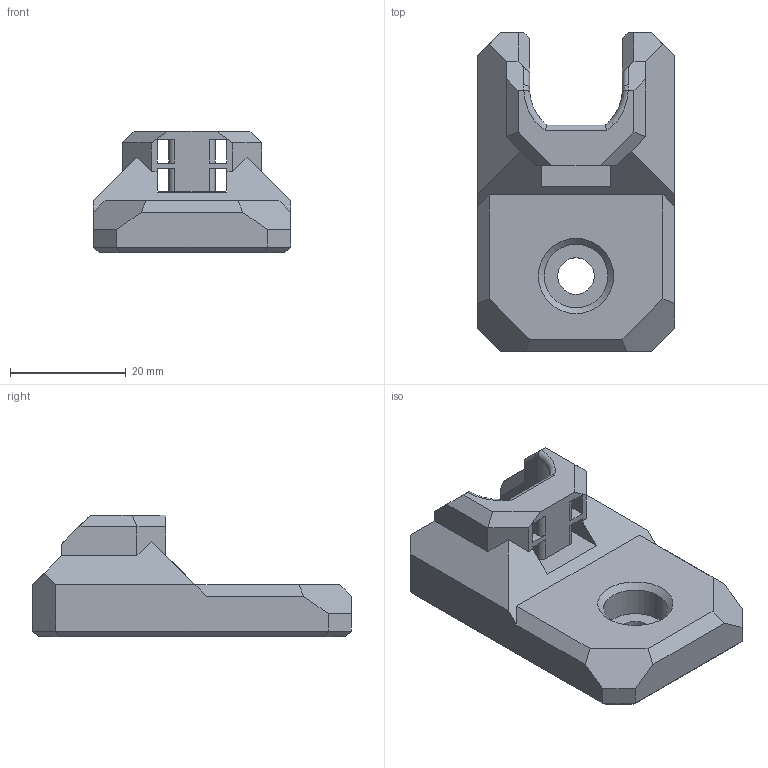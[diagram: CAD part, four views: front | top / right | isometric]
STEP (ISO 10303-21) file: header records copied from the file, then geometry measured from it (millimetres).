
FILE_DESCRIPTION(/* description */ (''),/* implementation_level */ '2;1');
FILE_NAME(/* name */ 'electronics_wire_guide_rear.step',/* time_stamp */ '2022-06-24T17:28:52+01:00',/* author */ (''),/* organization */ (''),/* preprocessor_version */ 'ST-DEVELOPER v19',/* originating_system */ 'Autodesk Translation Framework v11.7.0.108',/* authorisation */ '');
FILE_SCHEMA (('AUTOMOTIVE_DESIGN { 1 0 10303 214 3 1 1 }'));
Length unit declared in the file: millimetre
Products named in the file (1): electronics_wire_guide_rear
Bounding box: 34 x 55 x 21 mm (x, y, z)
Volume: 16759.4 mm3; surface area: 6068.8 mm2
Topology: 1 solids, 1 shells, 93 faces, 258 edges, 162 vertices
Faces by surface type: plane 74, cylinder 11, cone 4, bspline 2, torus 2
Full cylindrical faces by diameter (mm): 6.3 x1, 11 x1
Entity records: 3101 total; most frequent: CARTESIAN_POINT 674, ORIENTED_EDGE 516, DIRECTION 472, EDGE_CURVE 258, LINE 212, VECTOR 212, VERTEX_POINT 162, AXIS2_PLACEMENT_3D 130
